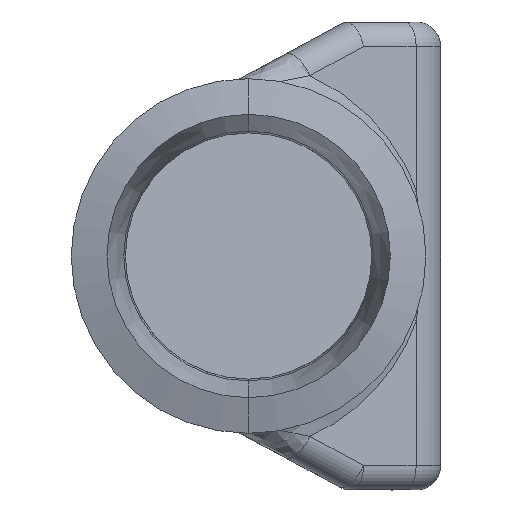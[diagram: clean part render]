
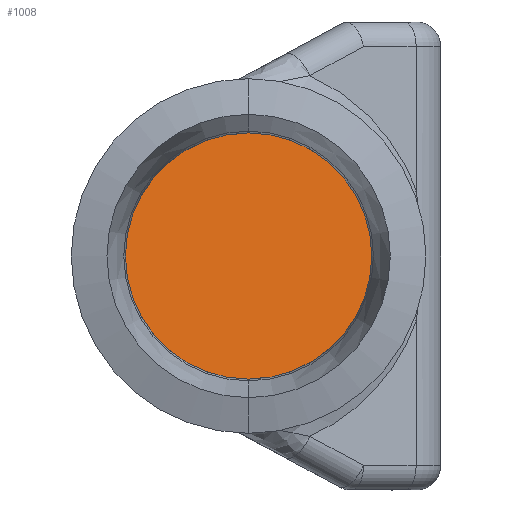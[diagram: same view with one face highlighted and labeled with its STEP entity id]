
A CAD part, left-side view. The second image highlights one B-rep face of the part: STEP entity #1008.
In plain terms, the highlighted planar face has unit normal (-0.866, -0.5, 0).
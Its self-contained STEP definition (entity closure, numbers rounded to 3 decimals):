
#87 = ORIENTED_EDGE ( 'NONE', *, *, #263, .T. ) ;
#96 = CARTESIAN_POINT ( 'NONE',  ( 75.728, 0., -2.5 ) ) ;
#263 = EDGE_CURVE ( 'NONE', #1481, #1675, #622, .T. ) ;
#300 = CARTESIAN_POINT ( 'NONE',  ( 75.728, 0., -2.5 ) ) ;
#348 = FACE_OUTER_BOUND ( 'NONE', #1788, .T. ) ;
#501 = CARTESIAN_POINT ( 'NONE',  ( 77.979, -3.9, -13.471 ) ) ;
#502 = ORIENTED_EDGE ( 'NONE', *, *, #506, .T. ) ;
#506 = EDGE_CURVE ( 'NONE', #1675, #1481, #1001, .T. ) ;
#529 = CARTESIAN_POINT ( 'NONE',  ( 75.728, 0., 2.5 ) ) ;
#622 =( BOUNDED_CURVE ( )  B_SPLINE_CURVE ( 3, ( #1376, #909, #780, #96 ),
 .UNSPECIFIED., .F., .T. ) 
 B_SPLINE_CURVE_WITH_KNOTS ( ( 4, 4 ),
 ( 4.712, 7.854 ),
 .UNSPECIFIED. ) 
 CURVE ( )  GEOMETRIC_REPRESENTATION_ITEM ( )  RATIONAL_B_SPLINE_CURVE ( ( 1., 0.333, 0.333, 1. ) ) 
 REPRESENTATION_ITEM ( '' )  );
#714 = CARTESIAN_POINT ( 'NONE',  ( 75.728, 0., -2.5 ) ) ;
#780 = CARTESIAN_POINT ( 'NONE',  ( 72.841, 5., -2.5 ) ) ;
#793 = PLANE ( 'NONE',  #1158 ) ;
#896 = CARTESIAN_POINT ( 'NONE',  ( 75.728, 0., 2.5 ) ) ;
#909 = CARTESIAN_POINT ( 'NONE',  ( 72.841, 5., 2.5 ) ) ;
#912 = DIRECTION ( 'NONE',  ( 0.5, -0.866, 0. ) ) ;
#1001 =( BOUNDED_CURVE ( )  B_SPLINE_CURVE ( 3, ( #300, #1034, #1298, #896 ),
 .UNSPECIFIED., .F., .T. ) 
 B_SPLINE_CURVE_WITH_KNOTS ( ( 4, 4 ),
 ( 1.571, 4.712 ),
 .UNSPECIFIED. ) 
 CURVE ( )  GEOMETRIC_REPRESENTATION_ITEM ( )  RATIONAL_B_SPLINE_CURVE ( ( 1., 0.333, 0.333, 1. ) ) 
 REPRESENTATION_ITEM ( '' )  );
#1008 = ADVANCED_FACE ( 'NONE', ( #348 ), #793, .T. ) ;
#1034 = CARTESIAN_POINT ( 'NONE',  ( 78.614, -5., -2.5 ) ) ;
#1158 = AXIS2_PLACEMENT_3D ( 'NONE', #501, #1503, #912 ) ;
#1298 = CARTESIAN_POINT ( 'NONE',  ( 78.614, -5., 2.5 ) ) ;
#1376 = CARTESIAN_POINT ( 'NONE',  ( 75.728, 0., 2.5 ) ) ;
#1481 = VERTEX_POINT ( 'NONE', #529 ) ;
#1503 = DIRECTION ( 'NONE',  ( -0.866, -0.5, 0. ) ) ;
#1675 = VERTEX_POINT ( 'NONE', #714 ) ;
#1788 = EDGE_LOOP ( 'NONE', ( #87, #502 ) ) ;
